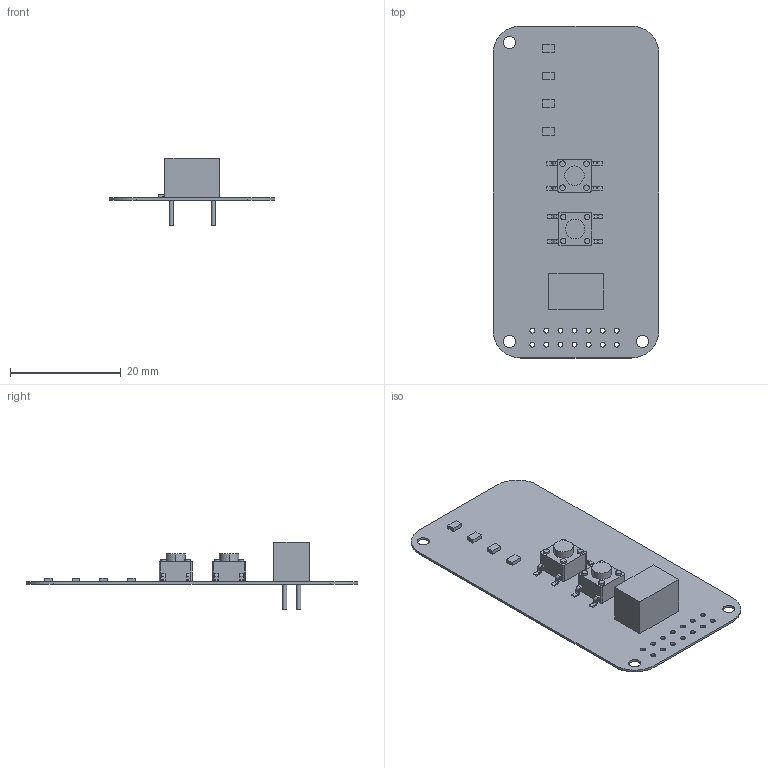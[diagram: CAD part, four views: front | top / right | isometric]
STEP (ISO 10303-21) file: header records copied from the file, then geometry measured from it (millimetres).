
FILE_DESCRIPTION(('Open CASCADE Model'),'2;1');
FILE_NAME('Open CASCADE Shape Model','2022-06-13T18:16:09',('Author'),( 'Open CASCADE'),'Open CASCADE STEP processor 6.8','Open CASCADE 6.8' ,'Unknown');
FILE_SCHEMA(('AUTOMOTIVE_DESIGN { 1 0 10303 214 1 1 1 1 }'));
Length unit declared in the file: millimetre
Products named in the file (16): PCB; Board; Open CASCADE STEP translator 6.8 1.1.1; TRAPPE_PARA; 6321157632; TRAPPE_EXP; R4; 6221911104; Extruded; R3; R2; R1; FLIGHT_ENABLE; 6321160112; Body; Leads
Assembly tree (19 placements, depth 4):
  PCB
    Board
      Open CASCADE STEP translator 6.8 1.1.1
    TRAPPE_PARA
      6321157632
    TRAPPE_EXP
      6321157632
    R4
      6221911104
        Extruded
    R3
      6221911104
        Extruded
    R2
      6221911104
        Extruded
    R1
      6221911104
        Extruded
    FLIGHT_ENABLE
      6321160112
        Body
        Leads
Bounding box: 30 x 60 x 12.15 mm (x, y, z)
Volume: 1479.8 mm3; surface area: 4462.6 mm2
Topology: 12 solids, 12 shells, 227 faces, 555 edges, 370 vertices
Faces by surface type: plane 138, cylinder 89
Full cylindrical faces by diameter (mm): 0.77 x4, 0.9 x14, 0.97 x4, 2.2 x3
Entity records: 4356 total; most frequent: DIRECTION 743, CARTESIAN_POINT 687, ORIENTED_EDGE 642, EDGE_CURVE 321, AXIS2_PLACEMENT_3D 270, VERTEX_POINT 214, LINE 203, VECTOR 203
